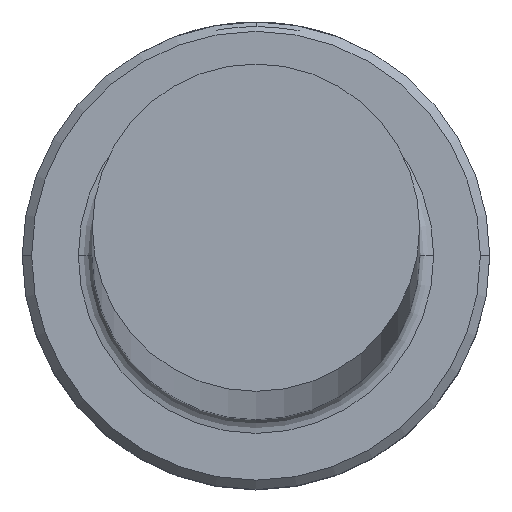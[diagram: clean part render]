
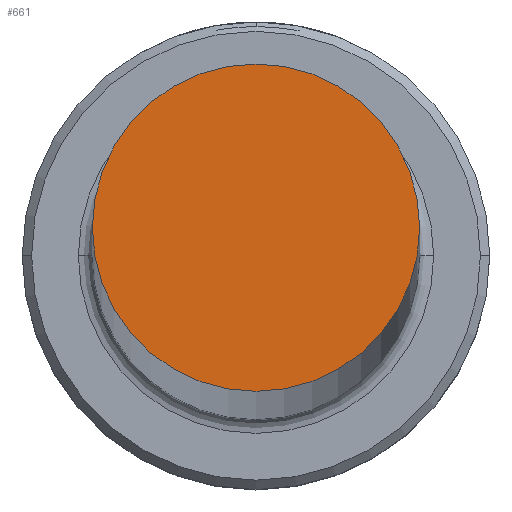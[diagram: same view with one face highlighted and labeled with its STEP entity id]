
A CAD part, top view. The second image highlights one B-rep face of the part: STEP entity #661.
In plain terms, the highlighted planar face has unit normal (0, 0, 1).
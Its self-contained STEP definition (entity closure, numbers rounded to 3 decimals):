
#39 = VERTEX_POINT ( 'NONE', #1165 ) ;
#53 = DIRECTION ( 'NONE',  ( 0., 0., 1. ) ) ;
#154 = PLANE ( 'NONE',  #821 ) ;
#316 = AXIS2_PLACEMENT_3D ( 'NONE', #604, #53, #691 ) ;
#327 = DIRECTION ( 'NONE',  ( 0., 0., 1. ) ) ;
#344 = ORIENTED_EDGE ( 'NONE', *, *, #627, .T. ) ;
#443 = AXIS2_PLACEMENT_3D ( 'NONE', #883, #327, #978 ) ;
#467 = CIRCLE ( 'NONE', #316, 3.5 ) ;
#520 = DIRECTION ( 'NONE',  ( 1., 0., 0. ) ) ;
#569 = EDGE_CURVE ( 'NONE', #685, #39, #467, .T. ) ;
#604 = CARTESIAN_POINT ( 'NONE',  ( 0., 0., 350. ) ) ;
#627 = EDGE_CURVE ( 'NONE', #39, #685, #969, .T. ) ;
#661 = ADVANCED_FACE ( 'NONE', ( #1110 ), #154, .T. ) ;
#671 = EDGE_LOOP ( 'NONE', ( #344, #778 ) ) ;
#685 = VERTEX_POINT ( 'NONE', #1145 ) ;
#691 = DIRECTION ( 'NONE',  ( 1., 0., 0. ) ) ;
#778 = ORIENTED_EDGE ( 'NONE', *, *, #569, .T. ) ;
#798 = CARTESIAN_POINT ( 'NONE',  ( 0., 0., 350. ) ) ;
#821 = AXIS2_PLACEMENT_3D ( 'NONE', #798, #1068, #520 ) ;
#883 = CARTESIAN_POINT ( 'NONE',  ( 0., 0., 350. ) ) ;
#969 = CIRCLE ( 'NONE', #443, 3.5 ) ;
#978 = DIRECTION ( 'NONE',  ( 1., 0., 0. ) ) ;
#1068 = DIRECTION ( 'NONE',  ( 0., 0., 1. ) ) ;
#1110 = FACE_OUTER_BOUND ( 'NONE', #671, .T. ) ;
#1145 = CARTESIAN_POINT ( 'NONE',  ( 3.5, 0., 350. ) ) ;
#1165 = CARTESIAN_POINT ( 'NONE',  ( -3.5, 0., 350. ) ) ;
